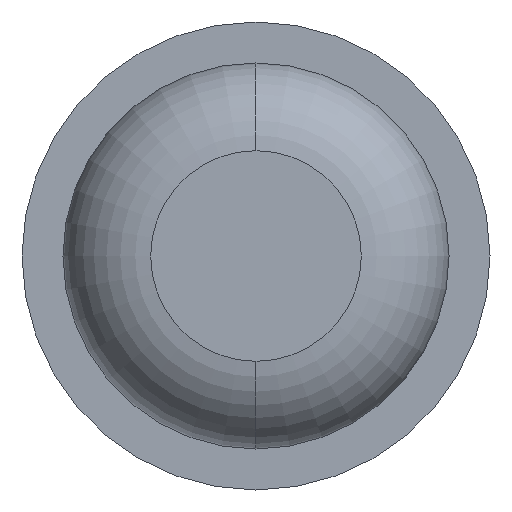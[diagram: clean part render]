
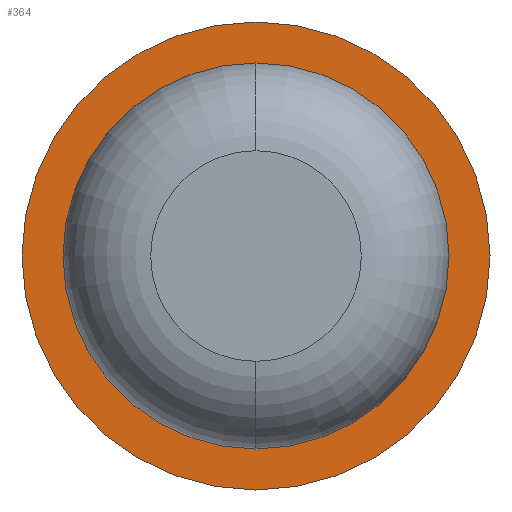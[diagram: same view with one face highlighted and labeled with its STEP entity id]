
A CAD part, front view. The second image highlights one B-rep face of the part: STEP entity #364.
In plain terms, the highlighted planar face has unit normal (0, -1, 0).
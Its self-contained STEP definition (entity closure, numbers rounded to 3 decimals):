
#39 = ORIENTED_EDGE ( 'NONE', *, *, #3374, .F. ) ;
#136 = DIRECTION ( 'NONE',  ( -1., 0., 0. ) ) ;
#164 = ORIENTED_EDGE ( 'NONE', *, *, #1116, .T. ) ;
#294 = DIRECTION ( 'NONE',  ( 0., 1., 0. ) ) ;
#364 = ADVANCED_FACE ( 'Defeature ausgef�hrt1_1', ( #2609, #3480 ), #843, .F. ) ;
#400 = CIRCLE ( 'NONE', #2184, 0.825 ) ;
#526 = EDGE_LOOP ( 'NONE', ( #1910, #164 ) ) ;
#581 = CIRCLE ( 'NONE', #1203, 1. ) ;
#740 = DIRECTION ( 'NONE',  ( -1., 0., 0. ) ) ;
#843 = PLANE ( 'NONE',  #2886 ) ;
#1116 = EDGE_CURVE ( 'Defeature ausgef�hrt1_1+Defeature ausgef�hrt1_4+Defeature ausgef�hrt1_4+Defeature ausgef�hrt1_4', #4257, #3355, #400, .T. ) ;
#1172 = VERTEX_POINT ( 'NONE', #2871 ) ;
#1203 = AXIS2_PLACEMENT_3D ( 'NONE', #1410, #4723, #2153 ) ;
#1206 = DIRECTION ( 'NONE',  ( 0., 1., 0. ) ) ;
#1278 = VERTEX_POINT ( 'NONE', #1832 ) ;
#1377 = DIRECTION ( 'NONE',  ( -1., 0., 0. ) ) ;
#1410 = CARTESIAN_POINT ( 'NONE',  ( 0., -2., 0. ) ) ;
#1682 = CARTESIAN_POINT ( 'NONE',  ( 0., -2., -0.825 ) ) ;
#1832 = CARTESIAN_POINT ( 'NONE',  ( -1., -2., 0. ) ) ;
#1910 = ORIENTED_EDGE ( 'NONE', *, *, #2571, .T. ) ;
#1942 = CIRCLE ( 'NONE', #3058, 0.825 ) ;
#1973 = CARTESIAN_POINT ( 'NONE',  ( 0., -2., 0. ) ) ;
#1998 = CARTESIAN_POINT ( 'NONE',  ( 0.825, -2., 0. ) ) ;
#2153 = DIRECTION ( 'NONE',  ( -1., 0., 0. ) ) ;
#2182 = CARTESIAN_POINT ( 'NONE',  ( 0., -2., 0. ) ) ;
#2184 = AXIS2_PLACEMENT_3D ( 'NONE', #1973, #4546, #3815 ) ;
#2189 = EDGE_LOOP ( 'NONE', ( #39, #3328 ) ) ;
#2566 = AXIS2_PLACEMENT_3D ( 'NONE', #2182, #4035, #740 ) ;
#2571 = EDGE_CURVE ( 'Defeature ausgef�hrt1_1+Defeature ausgef�hrt1_4+Defeature ausgef�hrt1_4+Defeature ausgef�hrt1_4', #3355, #4257, #1942, .T. ) ;
#2609 = FACE_OUTER_BOUND ( 'NONE', #2189, .T. ) ;
#2871 = CARTESIAN_POINT ( 'NONE',  ( 1., -2., 0. ) ) ;
#2886 = AXIS2_PLACEMENT_3D ( 'NONE', #1998, #1206, #136 ) ;
#3037 = CIRCLE ( 'NONE', #2566, 1. ) ;
#3058 = AXIS2_PLACEMENT_3D ( 'NONE', #4713, #294, #1377 ) ;
#3328 = ORIENTED_EDGE ( 'NONE', *, *, #4433, .F. ) ;
#3355 = VERTEX_POINT ( 'NONE', #4302 ) ;
#3374 = EDGE_CURVE ( 'Defeature ausgef�hrt1_2+Defeature ausgef�hrt1_1+Defeature ausgef�hrt1_1+Defeature ausgef�hrt1_1', #1278, #1172, #3037, .T. ) ;
#3480 = FACE_BOUND ( 'NONE', #526, .T. ) ;
#3815 = DIRECTION ( 'NONE',  ( -1., 0., 0. ) ) ;
#4035 = DIRECTION ( 'NONE',  ( 0., 1., 0. ) ) ;
#4257 = VERTEX_POINT ( 'NONE', #1682 ) ;
#4302 = CARTESIAN_POINT ( 'NONE',  ( 0., -2., 0.825 ) ) ;
#4433 = EDGE_CURVE ( 'Defeature ausgef�hrt1_2+Defeature ausgef�hrt1_1+Defeature ausgef�hrt1_1+Defeature ausgef�hrt1_1', #1172, #1278, #581, .T. ) ;
#4546 = DIRECTION ( 'NONE',  ( 0., 1., 0. ) ) ;
#4713 = CARTESIAN_POINT ( 'NONE',  ( 0., -2., 0. ) ) ;
#4723 = DIRECTION ( 'NONE',  ( 0., 1., 0. ) ) ;
